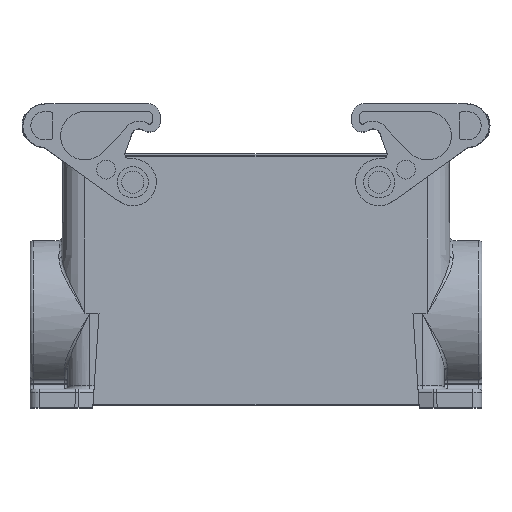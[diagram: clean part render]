
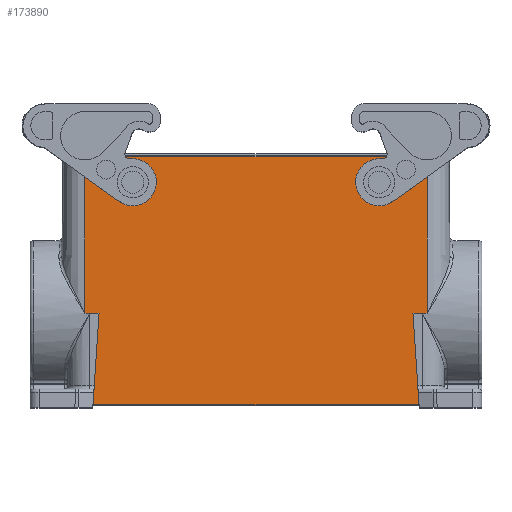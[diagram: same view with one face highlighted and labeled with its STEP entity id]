
A CAD part, top view. The second image highlights one B-rep face of the part: STEP entity #173890.
In plain terms, the highlighted planar face has unit normal (0, 0.009, 1).
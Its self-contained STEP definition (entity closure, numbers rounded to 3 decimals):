
#1360=CARTESIAN_POINT('',(51.753,23.6,23.));
#1370=DIRECTION('',(0.,-1.,
0.009));
#1380=VECTOR('',#1370,802.151);
#1390=LINE('',#1360,#1380);
#1400=CARTESIAN_POINT('',(51.753,23.6,23.));
#1410=VERTEX_POINT('',#1400);
#1420=CARTESIAN_POINT('',(51.753,-26.195,
23.435));
#1430=VERTEX_POINT('',#1420);
#1440=EDGE_CURVE('',#1410,#1430,#1390,.T.);
#6570=CARTESIAN_POINT('',(-51.022,0.002,
23.206));
#6580=DIRECTION('',(0.066,0.998,
-0.009));
#6590=VECTOR('',#6580,1.);
#6600=LINE('',#6570,#6590);
#6610=CARTESIAN_POINT('',(-54.329,-50.01,
23.642));
#6620=VERTEX_POINT('',#6610);
#6630=CARTESIAN_POINT('',(-52.754,-26.195,
23.435));
#6640=VERTEX_POINT('',#6630);
#6650=EDGE_CURVE('',#6620,#6640,#6600,.T.);
#7390=CARTESIAN_POINT('',(50.253,-26.195,
23.435));
#7400=VERTEX_POINT('',#7390);
#10190=CARTESIAN_POINT('',(45.529,0.,23.206));
#10200=DIRECTION('',(-0.066,0.998,
-0.009));
#10210=VECTOR('',#10200,1.);
#10220=LINE('',#10190,#10210);
#10230=CARTESIAN_POINT('',(49.193,-55.4,23.689)
);
#10240=VERTEX_POINT('',#10230);
#10250=CARTESIAN_POINT('',(48.836,-50.01,
23.642));
#10260=VERTEX_POINT('',#10250);
#10270=EDGE_CURVE('',#10240,#10260,#10220,.T.);
#12150=CARTESIAN_POINT('',(-57.247,23.6,23.));
#12160=VERTEX_POINT('',#12150);
#12620=CARTESIAN_POINT('',(-5.493,23.6,23.));
#12630=DIRECTION('',(1.,0.,0.));
#12640=VECTOR('',#12630,1.);
#12650=LINE('',#12620,#12640);
#12660=EDGE_CURVE('',#12160,#1410,#12650,.T.);
#18570=CARTESIAN_POINT('',(47.261,-26.195,
23.435));
#18580=VERTEX_POINT('',#18570);
#18610=CARTESIAN_POINT('',(0.,-26.195,23.435));
#18620=DIRECTION('',(-1.,0.,0.));
#18630=VECTOR('',#18620,1.);
#18640=LINE('',#18610,#18630);
#18650=EDGE_CURVE('',#7400,#18580,#18640,.T.);
#26630=CARTESIAN_POINT('',(-54.686,-55.4,23.689
));
#26640=VERTEX_POINT('',#26630);
#26670=CARTESIAN_POINT('',(0.,-55.4,23.689));
#26680=DIRECTION('',(1.,0.,0.));
#26690=VECTOR('',#26680,1.);
#26700=LINE('',#26670,#26690);
#26710=EDGE_CURVE('',#26640,#10240,#26700,.T.);
#69290=CARTESIAN_POINT('',(45.529,0.002,
23.206));
#69300=DIRECTION('',(-0.066,0.998,
-0.009));
#69310=VECTOR('',#69300,1.);
#69320=LINE('',#69290,#69310);
#69330=EDGE_CURVE('',#10260,#18580,#69320,.T.);
#113420=CARTESIAN_POINT('',(-57.247,-26.195,
23.435));
#113430=VERTEX_POINT('',#113420);
#113550=CARTESIAN_POINT('',(-57.247,23.6,23.));
#113560=DIRECTION('',(0.,-1.,
0.009));
#113570=VECTOR('',#113560,802.151);
#113580=LINE('',#113550,#113570);
#113590=EDGE_CURVE('',#12160,#113430,#113580,.T.);
#119130=CARTESIAN_POINT('',(-55.747,-26.195,
23.435));
#119140=VERTEX_POINT('',#119130);
#122770=CARTESIAN_POINT('',(-51.022,0.,23.206));
#122780=DIRECTION('',(0.066,0.998,
-0.009));
#122790=VECTOR('',#122780,1.);
#122800=LINE('',#122770,#122790);
#122810=EDGE_CURVE('',#26640,#6620,#122800,.T.);
#129610=CARTESIAN_POINT('',(-5.493,-26.195,
23.435));
#129620=DIRECTION('',(1.,0.,0.));
#129630=VECTOR('',#129620,1.);
#129640=LINE('',#129610,#129630);
#129650=EDGE_CURVE('',#119140,#6640,#129640,.T.);
#158080=CARTESIAN_POINT('',(-67.054,-26.195,
23.435));
#158090=DIRECTION('',(-1.,0.,0.));
#158100=VECTOR('',#158090,1.);
#158110=LINE('',#158080,#158100);
#158120=EDGE_CURVE('',#119140,#113430,#158110,.T.);
#171710=CARTESIAN_POINT('',(61.561,-26.195,
23.435));
#171720=DIRECTION('',(1.,0.,0.));
#171730=VECTOR('',#171720,1.);
#171740=LINE('',#171710,#171730);
#171750=EDGE_CURVE('',#7400,#1430,#171740,.T.);
#173400=CARTESIAN_POINT('',(-74.247,1.601,
23.192));
#173410=DIRECTION('',(0.,0.009,
1.));
#173420=DIRECTION('',(1.,0.,0.));
#173430=AXIS2_PLACEMENT_3D('',#173400,#173410,#173420);
#173440=PLANE('',#173430);
#173450=CARTESIAN_POINT('',(-41.997,15.5,23.071)
);
#173460=DIRECTION('',(0.,0.009,
1.));
#173470=DIRECTION('',(0.,1.,
-0.009));
#173480=AXIS2_PLACEMENT_3D('',#173450,#173460,#173470);
#173490=ELLIPSE('',#173480,3.5,3.5);
#173500=CARTESIAN_POINT('',(-38.497,15.5,23.071)
);
#173510=VERTEX_POINT('',#173500);
#173520=CARTESIAN_POINT('',(-45.497,15.5,23.071)
);
#173530=VERTEX_POINT('',#173520);
#173540=EDGE_CURVE('',#173510,#173530,#173490,.T.);
#173550=ORIENTED_EDGE('',*,*,#173540,.F.);
#173560=EDGE_CURVE('',#173530,#173510,#173490,.T.);
#173570=ORIENTED_EDGE('',*,*,#173560,.F.);
#173580=EDGE_LOOP('',(#173570,#173550));
#173590=FACE_BOUND('',#173580,.T.);
#173600=CARTESIAN_POINT('',(36.503,15.5,23.071))
;
#173610=DIRECTION('',(0.,0.009,
1.));
#173620=DIRECTION('',(0.,1.,
-0.009));
#173630=AXIS2_PLACEMENT_3D('',#173600,#173610,#173620);
#173640=ELLIPSE('',#173630,3.5,3.5);
#173650=CARTESIAN_POINT('',(33.003,15.5,23.071))
;
#173660=VERTEX_POINT('',#173650);
#173670=CARTESIAN_POINT('',(40.003,15.5,23.071))
;
#173680=VERTEX_POINT('',#173670);
#173690=EDGE_CURVE('',#173660,#173680,#173640,.T.);
#173700=ORIENTED_EDGE('',*,*,#173690,.F.);
#173710=EDGE_CURVE('',#173680,#173660,#173640,.T.);
#173720=ORIENTED_EDGE('',*,*,#173710,.F.);
#173730=EDGE_LOOP('',(#173720,#173700));
#173740=FACE_BOUND('',#173730,.T.);
#173750=ORIENTED_EDGE('',*,*,#10270,.T.);
#173760=ORIENTED_EDGE('',*,*,#26710,.T.);
#173770=ORIENTED_EDGE('',*,*,#122810,.F.);
#173780=ORIENTED_EDGE('',*,*,#6650,.F.);
#173790=ORIENTED_EDGE('',*,*,#129650,.T.);
#173800=ORIENTED_EDGE('',*,*,#158120,.F.);
#173810=ORIENTED_EDGE('',*,*,#113590,.T.);
#173820=ORIENTED_EDGE('',*,*,#12660,.F.);
#173830=ORIENTED_EDGE('',*,*,#1440,.F.);
#173840=ORIENTED_EDGE('',*,*,#171750,.T.);
#173850=ORIENTED_EDGE('',*,*,#18650,.F.);
#173860=ORIENTED_EDGE('',*,*,#69330,.T.);
#173870=EDGE_LOOP('',(#173860,#173850,#173840,#173830,#173820,#173810,
#173800,#173790,#173780,#173770,#173760,#173750));
#173880=FACE_OUTER_BOUND('',#173870,.T.);
#173890=ADVANCED_FACE('',(#173590,#173740,#173880),#173440,.T.);
